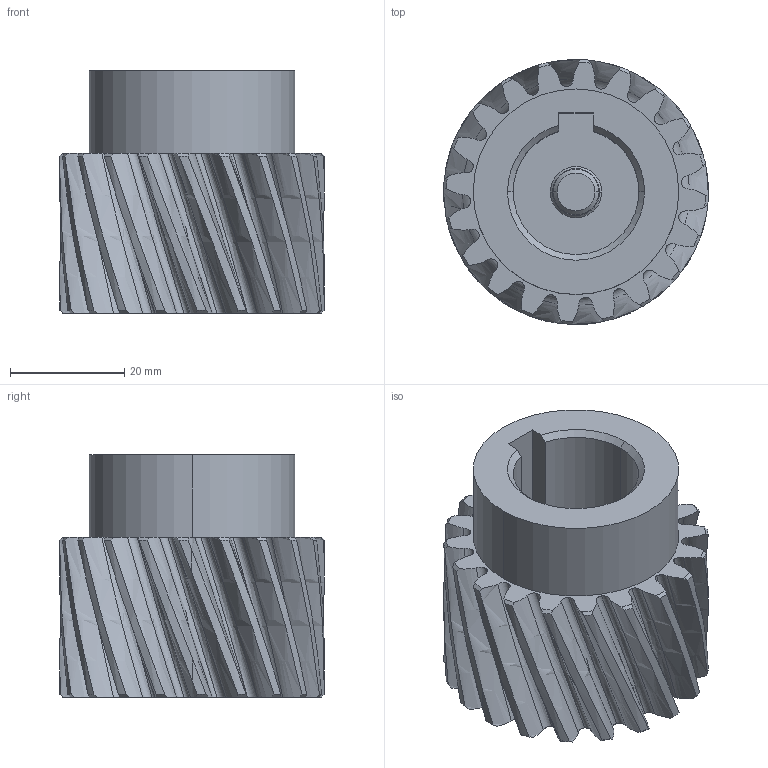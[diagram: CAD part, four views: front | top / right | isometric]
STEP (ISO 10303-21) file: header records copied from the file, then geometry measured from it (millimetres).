
FILE_DESCRIPTION (( 'STEP AP203' ), '1' );
FILE_NAME ('84010004.step', '2020-10-12T14:00:24', ( '' ), ( '' ), 'SwSTEP 2.0', 'SolidWorks 2019', '' );
FILE_SCHEMA (( 'CONFIG_CONTROL_DESIGN' ));
Products named in the file (1): 84010004
Bounding box: 46.4 x 46.39 x 42.5 mm (x, y, z)
Volume: 39564.8 mm3; surface area: 17117.6 mm2
Topology: 3 solids, 3 shells, 193 faces, 535 edges, 349 vertices
Faces by surface type: bspline 80, cone 51, cylinder 37, plane 23, torus 2
Entity records: 112901 total; most frequent: CARTESIAN_POINT 109050, ORIENTED_EDGE 1066, DIRECTION 542, EDGE_CURVE 533, VERTEX_POINT 349, AXIS2_PLACEMENT_3D 241, EDGE_LOOP 200, FACE_OUTER_BOUND 193
